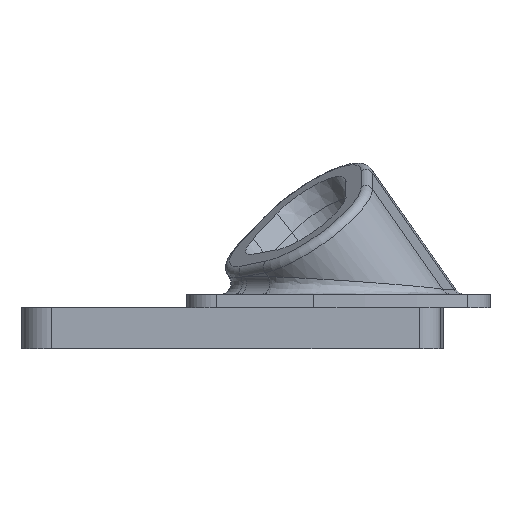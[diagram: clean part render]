
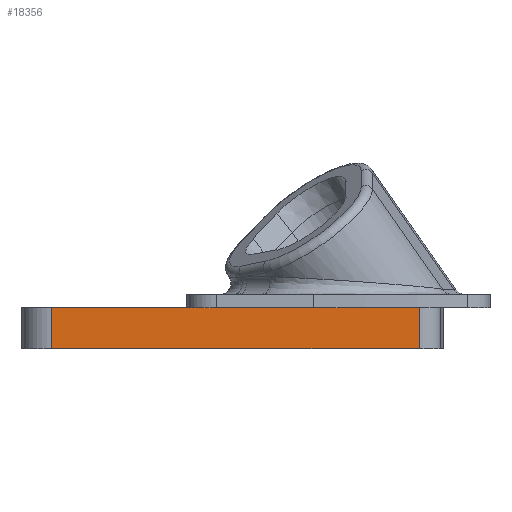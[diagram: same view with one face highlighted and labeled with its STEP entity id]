
A CAD part, left-side view. The second image highlights one B-rep face of the part: STEP entity #18356.
In plain terms, the highlighted planar face has unit normal (-1, 0, 0).
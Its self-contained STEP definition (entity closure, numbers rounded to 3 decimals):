
#7110 = PLANE('',#7111);
#7111 = AXIS2_PLACEMENT_3D('',#7112,#7113,#7114);
#7112 = CARTESIAN_POINT('',(0.,0.,-1.6));
#7113 = DIRECTION('',(0.,0.,1.));
#7114 = DIRECTION('',(1.,0.,0.));
#7573 = VERTEX_POINT('',#7574);
#7574 = CARTESIAN_POINT('',(-72.8,18.4,-1.6));
#7588 = PLANE('',#7589);
#7589 = AXIS2_PLACEMENT_3D('',#7590,#7591,#7592);
#7590 = CARTESIAN_POINT('',(0.,12.8,-1.6));
#7591 = DIRECTION('',(0.,0.,-1.));
#7592 = DIRECTION('',(-1.,0.,0.));
#14516 = EDGE_CURVE('',#7573,#14517,#14519,.T.);
#14517 = VERTEX_POINT('',#14518);
#14518 = CARTESIAN_POINT('',(-72.8,-9.8,-1.6));
#14519 = SURFACE_CURVE('',#14520,(#14524,#14531),.PCURVE_S1.);
#14520 = LINE('',#14521,#14522);
#14521 = CARTESIAN_POINT('',(-72.8,-4.9,-1.6));
#14522 = VECTOR('',#14523,1.);
#14523 = DIRECTION('',(0.,-1.,0.));
#14524 = PCURVE('',#7110,#14525);
#14525 = DEFINITIONAL_REPRESENTATION('',(#14526),#14530);
#14526 = LINE('',#14527,#14528);
#14527 = CARTESIAN_POINT('',(-72.8,-4.9));
#14528 = VECTOR('',#14529,1.);
#14529 = DIRECTION('',(0.,-1.));
#14530 = ( GEOMETRIC_REPRESENTATION_CONTEXT(2) 
PARAMETRIC_REPRESENTATION_CONTEXT() REPRESENTATION_CONTEXT('2D SPACE',''
  ) );
#14531 = PCURVE('',#14532,#14537);
#14532 = PLANE('',#14533);
#14533 = AXIS2_PLACEMENT_3D('',#14534,#14535,#14536);
#14534 = CARTESIAN_POINT('',(-72.8,-9.8,-1.6));
#14535 = DIRECTION('',(-1.,0.,0.));
#14536 = DIRECTION('',(0.,1.,0.));
#14537 = DEFINITIONAL_REPRESENTATION('',(#14538),#14542);
#14538 = LINE('',#14539,#14540);
#14539 = CARTESIAN_POINT('',(4.9,0.));
#14540 = VECTOR('',#14541,1.);
#14541 = DIRECTION('',(-1.,0.));
#14542 = ( GEOMETRIC_REPRESENTATION_CONTEXT(2) 
PARAMETRIC_REPRESENTATION_CONTEXT() REPRESENTATION_CONTEXT('2D SPACE',''
  ) );
#14561 = CYLINDRICAL_SURFACE('',#14562,2.6);
#14562 = AXIS2_PLACEMENT_3D('',#14563,#14564,#14565);
#14563 = CARTESIAN_POINT('',(-70.2,-9.8,-1.6));
#14564 = DIRECTION('',(0.,0.,-1.));
#14565 = DIRECTION('',(0.,-1.,0.));
#15087 = VERTEX_POINT('',#15088);
#15088 = CARTESIAN_POINT('',(-72.8,34.8,-1.6));
#15103 = CYLINDRICAL_SURFACE('',#15104,3.6);
#15104 = AXIS2_PLACEMENT_3D('',#15105,#15106,#15107);
#15105 = CARTESIAN_POINT('',(-69.2,34.8,-1.6));
#15106 = DIRECTION('',(0.,0.,-1.));
#15107 = DIRECTION('',(-1.,0.,0.));
#15115 = EDGE_CURVE('',#7573,#15087,#15116,.T.);
#15116 = SURFACE_CURVE('',#15117,(#15121,#15128),.PCURVE_S1.);
#15117 = LINE('',#15118,#15119);
#15118 = CARTESIAN_POINT('',(-72.8,-9.8,-1.6));
#15119 = VECTOR('',#15120,1.);
#15120 = DIRECTION('',(0.,1.,0.));
#15121 = PCURVE('',#7588,#15122);
#15122 = DEFINITIONAL_REPRESENTATION('',(#15123),#15127);
#15123 = LINE('',#15124,#15125);
#15124 = CARTESIAN_POINT('',(72.8,-22.6));
#15125 = VECTOR('',#15126,1.);
#15126 = DIRECTION('',(0.,1.));
#15127 = ( GEOMETRIC_REPRESENTATION_CONTEXT(2) 
PARAMETRIC_REPRESENTATION_CONTEXT() REPRESENTATION_CONTEXT('2D SPACE',''
  ) );
#15128 = PCURVE('',#14532,#15129);
#15129 = DEFINITIONAL_REPRESENTATION('',(#15130),#15134);
#15130 = LINE('',#15131,#15132);
#15131 = CARTESIAN_POINT('',(0.,0.));
#15132 = VECTOR('',#15133,1.);
#15133 = DIRECTION('',(1.,0.));
#15134 = ( GEOMETRIC_REPRESENTATION_CONTEXT(2) 
PARAMETRIC_REPRESENTATION_CONTEXT() REPRESENTATION_CONTEXT('2D SPACE',''
  ) );
#18356 = ADVANCED_FACE('',(#18357),#14532,.T.);
#18357 = FACE_BOUND('',#18358,.T.);
#18358 = EDGE_LOOP('',(#18359,#18360,#18361,#18384,#18412));
#18359 = ORIENTED_EDGE('',*,*,#14516,.F.);
#18360 = ORIENTED_EDGE('',*,*,#15115,.T.);
#18361 = ORIENTED_EDGE('',*,*,#18362,.T.);
#18362 = EDGE_CURVE('',#15087,#18363,#18365,.T.);
#18363 = VERTEX_POINT('',#18364);
#18364 = CARTESIAN_POINT('',(-72.8,34.8,-6.6));
#18365 = SURFACE_CURVE('',#18366,(#18370,#18377),.PCURVE_S1.);
#18366 = LINE('',#18367,#18368);
#18367 = CARTESIAN_POINT('',(-72.8,34.8,-1.6));
#18368 = VECTOR('',#18369,1.);
#18369 = DIRECTION('',(0.,0.,-1.));
#18370 = PCURVE('',#14532,#18371);
#18371 = DEFINITIONAL_REPRESENTATION('',(#18372),#18376);
#18372 = LINE('',#18373,#18374);
#18373 = CARTESIAN_POINT('',(44.6,0.));
#18374 = VECTOR('',#18375,1.);
#18375 = DIRECTION('',(0.,1.));
#18376 = ( GEOMETRIC_REPRESENTATION_CONTEXT(2) 
PARAMETRIC_REPRESENTATION_CONTEXT() REPRESENTATION_CONTEXT('2D SPACE',''
  ) );
#18377 = PCURVE('',#15103,#18378);
#18378 = DEFINITIONAL_REPRESENTATION('',(#18379),#18383);
#18379 = LINE('',#18380,#18381);
#18380 = CARTESIAN_POINT('',(0.,0.));
#18381 = VECTOR('',#18382,1.);
#18382 = DIRECTION('',(0.,1.));
#18383 = ( GEOMETRIC_REPRESENTATION_CONTEXT(2) 
PARAMETRIC_REPRESENTATION_CONTEXT() REPRESENTATION_CONTEXT('2D SPACE',''
  ) );
#18384 = ORIENTED_EDGE('',*,*,#18385,.F.);
#18385 = EDGE_CURVE('',#18386,#18363,#18388,.T.);
#18386 = VERTEX_POINT('',#18387);
#18387 = CARTESIAN_POINT('',(-72.8,-9.8,-6.6));
#18388 = SURFACE_CURVE('',#18389,(#18393,#18400),.PCURVE_S1.);
#18389 = LINE('',#18390,#18391);
#18390 = CARTESIAN_POINT('',(-72.8,-9.8,-6.6));
#18391 = VECTOR('',#18392,1.);
#18392 = DIRECTION('',(0.,1.,0.));
#18393 = PCURVE('',#14532,#18394);
#18394 = DEFINITIONAL_REPRESENTATION('',(#18395),#18399);
#18395 = LINE('',#18396,#18397);
#18396 = CARTESIAN_POINT('',(0.,5.));
#18397 = VECTOR('',#18398,1.);
#18398 = DIRECTION('',(1.,0.));
#18399 = ( GEOMETRIC_REPRESENTATION_CONTEXT(2) 
PARAMETRIC_REPRESENTATION_CONTEXT() REPRESENTATION_CONTEXT('2D SPACE',''
  ) );
#18400 = PCURVE('',#18401,#18406);
#18401 = PLANE('',#18402);
#18402 = AXIS2_PLACEMENT_3D('',#18403,#18404,#18405);
#18403 = CARTESIAN_POINT('',(0.,12.8,-6.6));
#18404 = DIRECTION('',(0.,0.,-1.));
#18405 = DIRECTION('',(-1.,0.,0.));
#18406 = DEFINITIONAL_REPRESENTATION('',(#18407),#18411);
#18407 = LINE('',#18408,#18409);
#18408 = CARTESIAN_POINT('',(72.8,-22.6));
#18409 = VECTOR('',#18410,1.);
#18410 = DIRECTION('',(0.,1.));
#18411 = ( GEOMETRIC_REPRESENTATION_CONTEXT(2) 
PARAMETRIC_REPRESENTATION_CONTEXT() REPRESENTATION_CONTEXT('2D SPACE',''
  ) );
#18412 = ORIENTED_EDGE('',*,*,#18413,.F.);
#18413 = EDGE_CURVE('',#14517,#18386,#18414,.T.);
#18414 = SURFACE_CURVE('',#18415,(#18419,#18426),.PCURVE_S1.);
#18415 = LINE('',#18416,#18417);
#18416 = CARTESIAN_POINT('',(-72.8,-9.8,-1.6));
#18417 = VECTOR('',#18418,1.);
#18418 = DIRECTION('',(0.,0.,-1.));
#18419 = PCURVE('',#14532,#18420);
#18420 = DEFINITIONAL_REPRESENTATION('',(#18421),#18425);
#18421 = LINE('',#18422,#18423);
#18422 = CARTESIAN_POINT('',(0.,0.));
#18423 = VECTOR('',#18424,1.);
#18424 = DIRECTION('',(0.,1.));
#18425 = ( GEOMETRIC_REPRESENTATION_CONTEXT(2) 
PARAMETRIC_REPRESENTATION_CONTEXT() REPRESENTATION_CONTEXT('2D SPACE',''
  ) );
#18426 = PCURVE('',#14561,#18427);
#18427 = DEFINITIONAL_REPRESENTATION('',(#18428),#18432);
#18428 = LINE('',#18429,#18430);
#18429 = CARTESIAN_POINT('',(1.571,0.));
#18430 = VECTOR('',#18431,1.);
#18431 = DIRECTION('',(0.,1.));
#18432 = ( GEOMETRIC_REPRESENTATION_CONTEXT(2) 
PARAMETRIC_REPRESENTATION_CONTEXT() REPRESENTATION_CONTEXT('2D SPACE',''
  ) );
